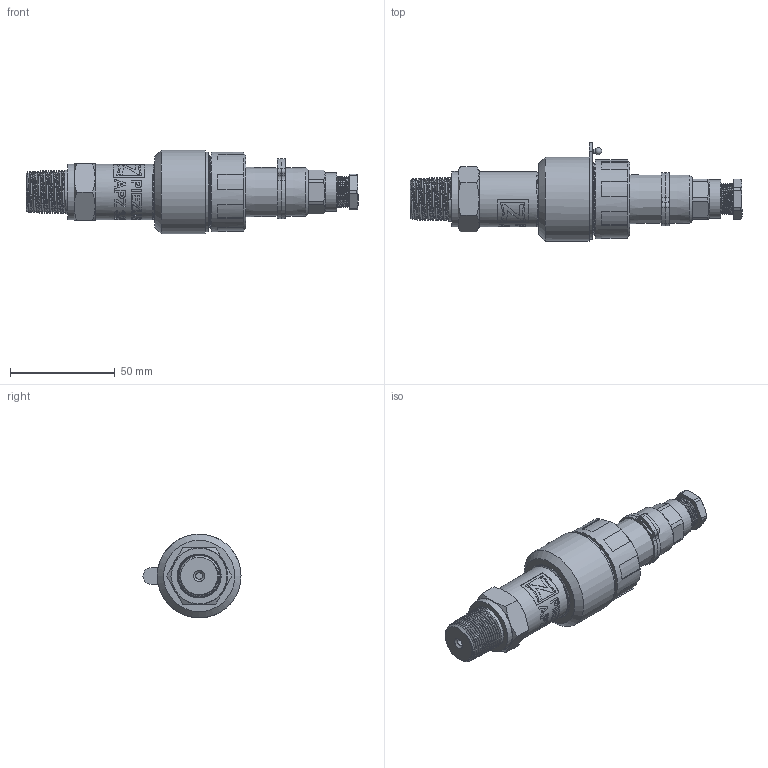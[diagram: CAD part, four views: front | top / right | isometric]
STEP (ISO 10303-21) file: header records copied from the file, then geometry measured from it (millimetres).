
FILE_DESCRIPTION(/* description */ (''),/* implementation_level */ '2;1');
FILE_NAME(/* name */ 'APZ3230_13_Buccaneer.step',/* time_stamp */ '2021-06-25T12:09:03+03:00',/* author */ (''),/* organization */ (''),/* preprocessor_version */ 'ST-DEVELOPER v18.1',/* originating_system */ 'Autodesk Translation Framework v10.9.0.1377',/* authorisation */ '');
FILE_SCHEMA (('AUTOMOTIVE_DESIGN { 1 0 10303 214 3 1 1 }'));
Length unit declared in the file: millimetre
Products named in the file (9): АПЗ 3420 в.2; 1/2 NPT; Bucaneer assembly v5; Bucaneer male v11; px0735-p; px0735-p_1; Bucaneer female v5; px0736-s; px0736-s_2
Assembly tree (8 placements, depth 5):
  АПЗ 3420 в.2
    1/2 NPT
    Bucaneer assembly v5
      Bucaneer male v11
        px0735-p
          px0735-p_1
      Bucaneer female v5
        px0736-s
          px0736-s_2
Bounding box: 158.59 x 46.89 x 40 mm (x, y, z)
Volume: 80844.3 mm3; surface area: 49302.4 mm2
Topology: 13 solids, 17 shells, 1683 faces, 4650 edges, 3058 vertices
Faces by surface type: plane 1011, bspline 295, cylinder 216, cone 138, torus 12, sphere 11
Full cylindrical faces by diameter (mm): 2.03 x1, 2.413 x4, 2.439 x6, 2.459 x2, 2.464 x2, 2.87 x4, 3 x4, 3.3 x1, 3.302 x6, 3.734 x2, 4.1 x6, 4.19 x2, 4.47 x2, 8.255 x1, 9.53 x2, 11.938 x1, 12.09 x1, 13.716 x1, 13.741 x5, 14.021 x1, 14.884 x6, 15.062 x9, 16.61 x1, 17 x1, 18 x1, 18.42 x1, 20.1 x2, 20.447 x1, 20.45 x1, 22.2 x1
Entity records: 89026 total; most frequent: CARTESIAN_POINT 48122, ORIENTED_EDGE 9274, DIRECTION 7089, EDGE_CURVE 4637, VERTEX_POINT 3058, LINE 2975, VECTOR 2975, AXIS2_PLACEMENT_3D 2057
